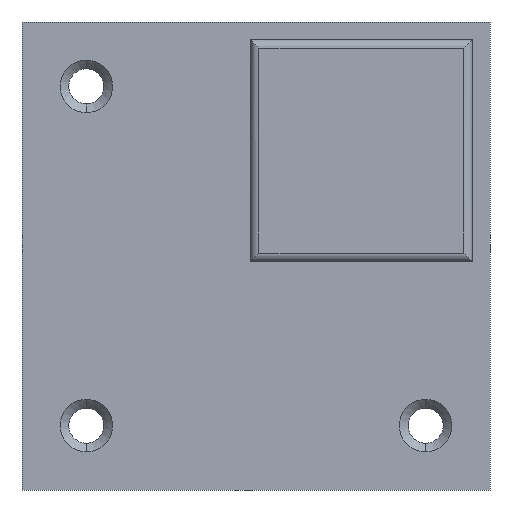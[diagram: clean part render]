
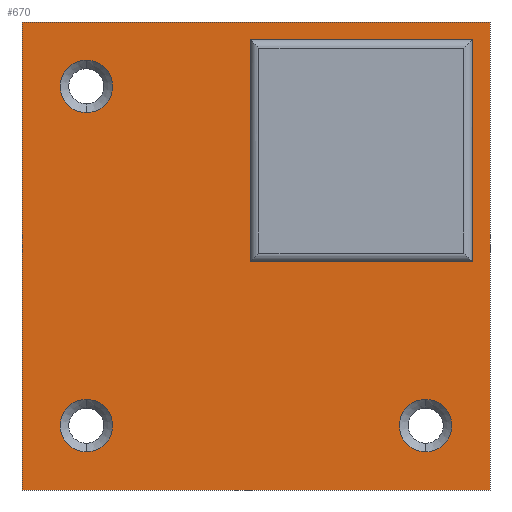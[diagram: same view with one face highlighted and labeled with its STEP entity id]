
A CAD part, front view. The second image highlights one B-rep face of the part: STEP entity #670.
In plain terms, the highlighted planar face has unit normal (0, -1, 0).
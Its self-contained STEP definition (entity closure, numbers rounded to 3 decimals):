
#1 = LINE ( 'NONE', #312, #196 ) ;
#9 = DIRECTION ( 'NONE',  ( 0., 0., 1. ) ) ;
#21 = CIRCLE ( 'NONE', #606, 4.5 ) ;
#31 = DIRECTION ( 'NONE',  ( 0., 0., 1. ) ) ;
#33 = EDGE_CURVE ( 'NONE', #393, #498, #667, .T. ) ;
#59 = CARTESIAN_POINT ( 'NONE',  ( -1., -8., 37. ) ) ;
#65 = VERTEX_POINT ( 'NONE', #691 ) ;
#81 = DIRECTION ( 'NONE',  ( -1., 0., 0. ) ) ;
#82 = ORIENTED_EDGE ( 'NONE', *, *, #132, .F. ) ;
#85 = CARTESIAN_POINT ( 'NONE',  ( -29., -8., -33.5 ) ) ;
#90 = DIRECTION ( 'NONE',  ( 0., 0., 1. ) ) ;
#109 = VERTEX_POINT ( 'NONE', #543 ) ;
#131 = EDGE_LOOP ( 'NONE', ( #752, #718, #938, #178 ) ) ;
#132 = EDGE_CURVE ( 'NONE', #464, #65, #471, .T. ) ;
#133 = FACE_BOUND ( 'NONE', #682, .T. ) ;
#146 = EDGE_CURVE ( 'NONE', #716, #109, #21, .T. ) ;
#147 = CARTESIAN_POINT ( 'NONE',  ( -40., -8., -40. ) ) ;
#178 = ORIENTED_EDGE ( 'NONE', *, *, #517, .F. ) ;
#181 = VERTEX_POINT ( 'NONE', #666 ) ;
#189 = DIRECTION ( 'NONE',  ( 0., 1., 0. ) ) ;
#193 = AXIS2_PLACEMENT_3D ( 'NONE', #341, #565, #638 ) ;
#196 = VECTOR ( 'NONE', #9, 1000. ) ;
#204 = DIRECTION ( 'NONE',  ( 0., 0., -1. ) ) ;
#207 = AXIS2_PLACEMENT_3D ( 'NONE', #397, #906, #90 ) ;
#209 = EDGE_CURVE ( 'NONE', #745, #464, #974, .T. ) ;
#213 = EDGE_LOOP ( 'NONE', ( #342, #537 ) ) ;
#217 = CARTESIAN_POINT ( 'NONE',  ( 37., -8., -1. ) ) ;
#231 = ORIENTED_EDGE ( 'NONE', *, *, #700, .T. ) ;
#232 = CARTESIAN_POINT ( 'NONE',  ( -29., -8., -24.5 ) ) ;
#235 = VECTOR ( 'NONE', #204, 1000. ) ;
#254 = VECTOR ( 'NONE', #765, 1000. ) ;
#261 = VECTOR ( 'NONE', #704, 1000. ) ;
#267 = VERTEX_POINT ( 'NONE', #900 ) ;
#285 = LINE ( 'NONE', #217, #493 ) ;
#286 = CARTESIAN_POINT ( 'NONE',  ( -29., -8., 29. ) ) ;
#296 = CIRCLE ( 'NONE', #851, 4.5 ) ;
#309 = CARTESIAN_POINT ( 'NONE',  ( -29., -8., -29. ) ) ;
#312 = CARTESIAN_POINT ( 'NONE',  ( 37., -8., 37. ) ) ;
#333 = ORIENTED_EDGE ( 'NONE', *, *, #847, .F. ) ;
#336 = ORIENTED_EDGE ( 'NONE', *, *, #209, .F. ) ;
#341 = CARTESIAN_POINT ( 'NONE',  ( -29., -8., 29. ) ) ;
#342 = ORIENTED_EDGE ( 'NONE', *, *, #33, .T. ) ;
#361 = CARTESIAN_POINT ( 'NONE',  ( 0., -8., 0. ) ) ;
#382 = CARTESIAN_POINT ( 'NONE',  ( -1., -8., 37. ) ) ;
#385 = VERTEX_POINT ( 'NONE', #831 ) ;
#393 = VERTEX_POINT ( 'NONE', #85 ) ;
#396 = EDGE_CURVE ( 'NONE', #498, #393, #794, .T. ) ;
#397 = CARTESIAN_POINT ( 'NONE',  ( -29., -8., -29. ) ) ;
#432 = FACE_BOUND ( 'NONE', #213, .T. ) ;
#464 = VERTEX_POINT ( 'NONE', #759 ) ;
#466 = AXIS2_PLACEMENT_3D ( 'NONE', #309, #610, #785 ) ;
#471 = LINE ( 'NONE', #761, #261 ) ;
#481 = CARTESIAN_POINT ( 'NONE',  ( 29., -8., -29. ) ) ;
#493 = VECTOR ( 'NONE', #518, 1000. ) ;
#497 = VERTEX_POINT ( 'NONE', #382 ) ;
#498 = VERTEX_POINT ( 'NONE', #232 ) ;
#500 = VERTEX_POINT ( 'NONE', #619 ) ;
#516 = EDGE_LOOP ( 'NONE', ( #82, #336, #637, #333 ) ) ;
#517 = EDGE_CURVE ( 'NONE', #181, #497, #774, .T. ) ;
#518 = DIRECTION ( 'NONE',  ( 1., 0., 0. ) ) ;
#522 = CARTESIAN_POINT ( 'NONE',  ( -29., -8., 33.5 ) ) ;
#524 = LINE ( 'NONE', #814, #538 ) ;
#531 = EDGE_LOOP ( 'NONE', ( #669, #961 ) ) ;
#537 = ORIENTED_EDGE ( 'NONE', *, *, #396, .T. ) ;
#538 = VECTOR ( 'NONE', #81, 1000. ) ;
#540 = CARTESIAN_POINT ( 'NONE',  ( 37., -8., 37. ) ) ;
#543 = CARTESIAN_POINT ( 'NONE',  ( -29., -8., 24.5 ) ) ;
#565 = DIRECTION ( 'NONE',  ( 0., 1., 0. ) ) ;
#574 = VECTOR ( 'NONE', #580, 1000. ) ;
#575 = EDGE_CURVE ( 'NONE', #109, #716, #626, .T. ) ;
#578 = CARTESIAN_POINT ( 'NONE',  ( 29., -8., -29. ) ) ;
#580 = DIRECTION ( 'NONE',  ( 1., 0., 0. ) ) ;
#594 = LINE ( 'NONE', #147, #916 ) ;
#604 = EDGE_CURVE ( 'NONE', #500, #267, #643, .T. ) ;
#606 = AXIS2_PLACEMENT_3D ( 'NONE', #286, #749, #732 ) ;
#610 = DIRECTION ( 'NONE',  ( 0., 1., 0. ) ) ;
#619 = CARTESIAN_POINT ( 'NONE',  ( 29., -8., -24.5 ) ) ;
#626 = CIRCLE ( 'NONE', #193, 4.5 ) ;
#635 = EDGE_CURVE ( 'NONE', #497, #902, #801, .T. ) ;
#637 = ORIENTED_EDGE ( 'NONE', *, *, #840, .F. ) ;
#638 = DIRECTION ( 'NONE',  ( 0., 0., 1. ) ) ;
#643 = CIRCLE ( 'NONE', #722, 4.5 ) ;
#652 = FACE_BOUND ( 'NONE', #531, .T. ) ;
#666 = CARTESIAN_POINT ( 'NONE',  ( 37., -8., 37. ) ) ;
#667 = CIRCLE ( 'NONE', #207, 4.5 ) ;
#669 = ORIENTED_EDGE ( 'NONE', *, *, #575, .T. ) ;
#670 = ADVANCED_FACE ( 'NONE', ( #133, #432, #652, #877, #725 ), #956, .F. ) ;
#671 = CARTESIAN_POINT ( 'NONE',  ( -40., -8., 40. ) ) ;
#682 = EDGE_LOOP ( 'NONE', ( #231, #898 ) ) ;
#691 = CARTESIAN_POINT ( 'NONE',  ( 40., -8., -40. ) ) ;
#700 = EDGE_CURVE ( 'NONE', #267, #500, #296, .T. ) ;
#704 = DIRECTION ( 'NONE',  ( 0., 0., -1. ) ) ;
#716 = VERTEX_POINT ( 'NONE', #522 ) ;
#718 = ORIENTED_EDGE ( 'NONE', *, *, #783, .F. ) ;
#722 = AXIS2_PLACEMENT_3D ( 'NONE', #481, #189, #31 ) ;
#725 = FACE_BOUND ( 'NONE', #131, .T. ) ;
#732 = DIRECTION ( 'NONE',  ( 0., 0., 1. ) ) ;
#734 = DIRECTION ( 'NONE',  ( 0., 0., 1. ) ) ;
#745 = VERTEX_POINT ( 'NONE', #671 ) ;
#748 = CARTESIAN_POINT ( 'NONE',  ( 37., -8., -1. ) ) ;
#749 = DIRECTION ( 'NONE',  ( 0., 1., 0. ) ) ;
#752 = ORIENTED_EDGE ( 'NONE', *, *, #854, .F. ) ;
#759 = CARTESIAN_POINT ( 'NONE',  ( 40., -8., 40. ) ) ;
#761 = CARTESIAN_POINT ( 'NONE',  ( 40., -8., -40. ) ) ;
#765 = DIRECTION ( 'NONE',  ( -1., 0., 0. ) ) ;
#774 = LINE ( 'NONE', #540, #254 ) ;
#783 = EDGE_CURVE ( 'NONE', #902, #789, #285, .T. ) ;
#785 = DIRECTION ( 'NONE',  ( 0., 0., 1. ) ) ;
#789 = VERTEX_POINT ( 'NONE', #748 ) ;
#794 = CIRCLE ( 'NONE', #466, 4.5 ) ;
#801 = LINE ( 'NONE', #59, #235 ) ;
#807 = DIRECTION ( 'NONE',  ( 0., 1., 0. ) ) ;
#811 = DIRECTION ( 'NONE',  ( 0., 1., 0. ) ) ;
#812 = DIRECTION ( 'NONE',  ( 0., 0., 1. ) ) ;
#814 = CARTESIAN_POINT ( 'NONE',  ( -40., -8., -40. ) ) ;
#831 = CARTESIAN_POINT ( 'NONE',  ( -40., -8., -40. ) ) ;
#840 = EDGE_CURVE ( 'NONE', #385, #745, #594, .T. ) ;
#847 = EDGE_CURVE ( 'NONE', #65, #385, #524, .T. ) ;
#851 = AXIS2_PLACEMENT_3D ( 'NONE', #578, #807, #812 ) ;
#854 = EDGE_CURVE ( 'NONE', #789, #181, #1, .T. ) ;
#877 = FACE_OUTER_BOUND ( 'NONE', #516, .T. ) ;
#895 = CARTESIAN_POINT ( 'NONE',  ( -40., -8., 40. ) ) ;
#898 = ORIENTED_EDGE ( 'NONE', *, *, #604, .T. ) ;
#900 = CARTESIAN_POINT ( 'NONE',  ( 29., -8., -33.5 ) ) ;
#901 = DIRECTION ( 'NONE',  ( 0., 0., 1. ) ) ;
#902 = VERTEX_POINT ( 'NONE', #966 ) ;
#906 = DIRECTION ( 'NONE',  ( 0., 1., 0. ) ) ;
#916 = VECTOR ( 'NONE', #901, 1000. ) ;
#938 = ORIENTED_EDGE ( 'NONE', *, *, #635, .F. ) ;
#956 = PLANE ( 'NONE',  #975 ) ;
#961 = ORIENTED_EDGE ( 'NONE', *, *, #146, .T. ) ;
#966 = CARTESIAN_POINT ( 'NONE',  ( -1., -8., -1. ) ) ;
#974 = LINE ( 'NONE', #895, #574 ) ;
#975 = AXIS2_PLACEMENT_3D ( 'NONE', #361, #811, #734 ) ;
